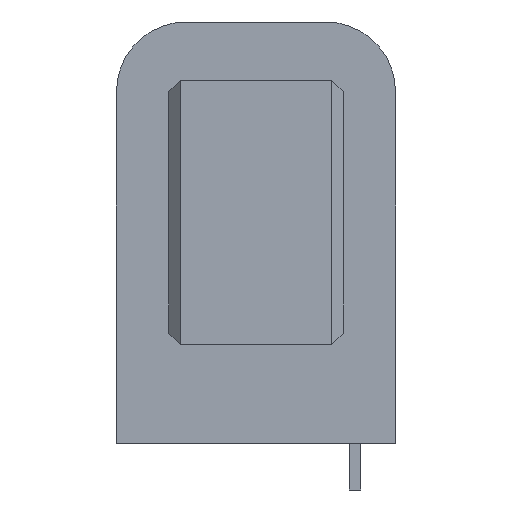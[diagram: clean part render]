
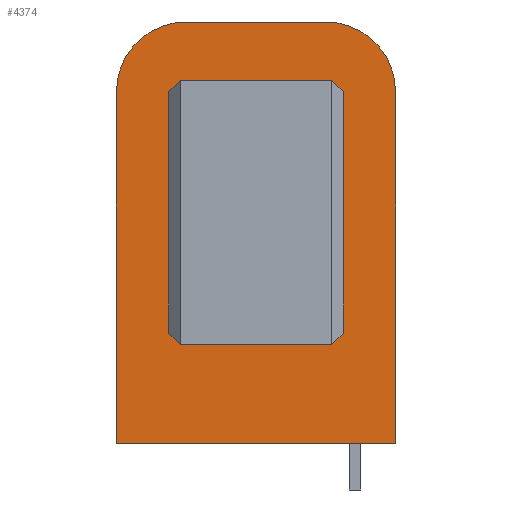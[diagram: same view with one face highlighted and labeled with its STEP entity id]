
A CAD part, left-side view. The second image highlights one B-rep face of the part: STEP entity #4374.
In plain terms, the highlighted planar face has unit normal (-1, 0, 0).
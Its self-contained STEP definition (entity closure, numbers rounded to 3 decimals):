
#13=CARTESIAN_POINT('',(-14.35,1.2,-1.2));
#14=DIRECTION('',(1.,0.,0.));
#15=DIRECTION('',(0.,1.,0.));
#16=AXIS2_PLACEMENT_3D('',#13,#14,#15);
#18=DIRECTION('',(0.,-1.,0.));
#19=VECTOR('',#18,2.4);
#20=CARTESIAN_POINT('',(-14.35,1.2,0.));
#21=LINE('',#20,#19);
#22=CARTESIAN_POINT('',(-14.35,-1.2,-1.2));
#23=DIRECTION('',(1.,0.,0.));
#24=DIRECTION('',(0.,0.,1.));
#25=AXIS2_PLACEMENT_3D('',#22,#23,#24);
#27=DIRECTION('',(0.,0.,-1.));
#28=VECTOR('',#27,6.05);
#29=CARTESIAN_POINT('',(-14.35,-2.4,-1.2));
#30=LINE('',#29,#28);
#31=DIRECTION('',(0.,1.,0.));
#32=VECTOR('',#31,4.8);
#33=CARTESIAN_POINT('',(-14.35,-2.4,-7.25));
#34=LINE('',#33,#32);
#35=DIRECTION('',(0.,0.,1.));
#36=VECTOR('',#35,6.05);
#37=CARTESIAN_POINT('',(-14.35,2.4,-7.25));
#38=LINE('',#37,#36);
#39=DIRECTION('',(0.,0.,1.));
#40=VECTOR('',#39,4.55);
#41=CARTESIAN_POINT('',(-14.35,0.475,-5.55));
#42=LINE('',#41,#40);
#43=DIRECTION('',(0.,-1.,0.));
#44=VECTOR('',#43,0.95);
#45=CARTESIAN_POINT('',(-14.35,0.475,-5.55));
#46=LINE('',#45,#44);
#47=DIRECTION('',(0.,0.,1.));
#48=VECTOR('',#47,4.55);
#49=CARTESIAN_POINT('',(-14.35,-0.475,-5.55));
#50=LINE('',#49,#48);
#51=DIRECTION('',(0.,-1.,0.));
#52=VECTOR('',#51,0.95);
#53=CARTESIAN_POINT('',(-14.35,0.475,-1.));
#54=LINE('',#53,#52);
#3361=CARTESIAN_POINT('',(-14.35,2.4,-1.2));
#3362=CARTESIAN_POINT('',(-14.35,1.2,0.));
#3363=VERTEX_POINT('',#3361);
#3364=VERTEX_POINT('',#3362);
#3365=CARTESIAN_POINT('',(-14.35,-1.2,0.));
#3366=VERTEX_POINT('',#3365);
#3367=CARTESIAN_POINT('',(-14.35,-2.4,-1.2));
#3368=VERTEX_POINT('',#3367);
#3369=CARTESIAN_POINT('',(-14.35,-2.4,-7.25));
#3370=VERTEX_POINT('',#3369);
#3371=CARTESIAN_POINT('',(-14.35,2.4,-7.25));
#3372=VERTEX_POINT('',#3371);
#3401=CARTESIAN_POINT('',(-14.35,0.475,-5.55));
#3402=CARTESIAN_POINT('',(-14.35,0.475,-1.));
#3403=VERTEX_POINT('',#3401);
#3404=VERTEX_POINT('',#3402);
#3405=CARTESIAN_POINT('',(-14.35,-0.475,-5.55));
#3406=CARTESIAN_POINT('',(-14.35,-0.475,-1.));
#3407=VERTEX_POINT('',#3405);
#3408=VERTEX_POINT('',#3406);
#4345=CARTESIAN_POINT('',(-14.35,0.,0.));
#4346=DIRECTION('',(1.,0.,0.));
#4347=DIRECTION('',(0.,0.,-1.));
#4348=AXIS2_PLACEMENT_3D('',#4345,#4346,#4347);
#4349=PLANE('',#4348);
#4351=ORIENTED_EDGE('',*,*,#4350,.T.);
#4353=ORIENTED_EDGE('',*,*,#4352,.T.);
#4355=ORIENTED_EDGE('',*,*,#4354,.T.);
#4357=ORIENTED_EDGE('',*,*,#4356,.T.);
#4359=ORIENTED_EDGE('',*,*,#4358,.T.);
#4361=ORIENTED_EDGE('',*,*,#4360,.T.);
#4362=EDGE_LOOP('',(#4351,#4353,#4355,#4357,#4359,#4361));
#4363=FACE_OUTER_BOUND('',#4362,.F.);
#4365=ORIENTED_EDGE('',*,*,#4364,.F.);
#4367=ORIENTED_EDGE('',*,*,#4366,.T.);
#4369=ORIENTED_EDGE('',*,*,#4368,.T.);
#4371=ORIENTED_EDGE('',*,*,#4370,.F.);
#4372=EDGE_LOOP('',(#4365,#4367,#4369,#4371));
#4373=FACE_BOUND('',#4372,.F.);
#17=CIRCLE('',#16,1.2);
#26=CIRCLE('',#25,1.2);
#4350=EDGE_CURVE('',#3363,#3364,#17,.T.);
#4352=EDGE_CURVE('',#3364,#3366,#21,.T.);
#4354=EDGE_CURVE('',#3366,#3368,#26,.T.);
#4356=EDGE_CURVE('',#3368,#3370,#30,.T.);
#4358=EDGE_CURVE('',#3370,#3372,#34,.T.);
#4360=EDGE_CURVE('',#3372,#3363,#38,.T.);
#4364=EDGE_CURVE('',#3403,#3404,#42,.T.);
#4366=EDGE_CURVE('',#3403,#3407,#46,.T.);
#4368=EDGE_CURVE('',#3407,#3408,#50,.T.);
#4370=EDGE_CURVE('',#3404,#3408,#54,.T.);
#4374=ADVANCED_FACE('',(#4363,#4373),#4349,.F.);
